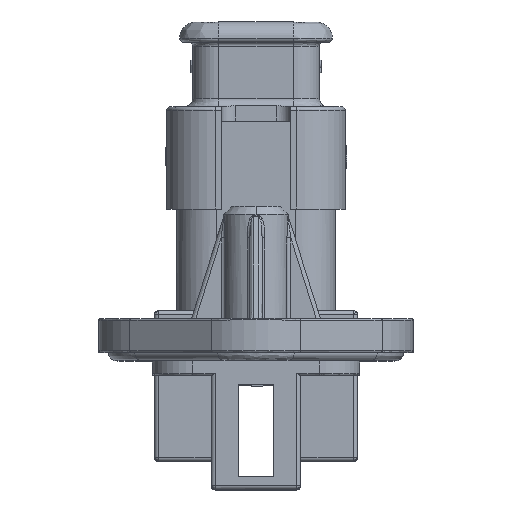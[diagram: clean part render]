
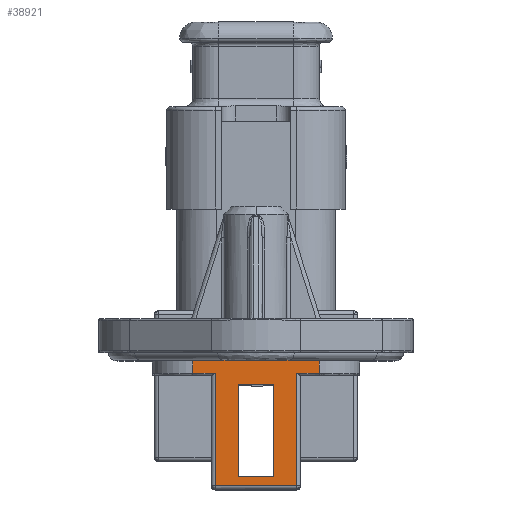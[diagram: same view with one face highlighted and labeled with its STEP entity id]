
A CAD part, top view. The second image highlights one B-rep face of the part: STEP entity #38921.
In plain terms, the highlighted planar face has unit normal (0, 0, 1).
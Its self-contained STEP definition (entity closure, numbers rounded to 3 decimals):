
#665 = VERTEX_POINT ( 'NONE', #68260 ) ;
#1968 = ORIENTED_EDGE ( 'NONE', *, *, #54709, .F. ) ;
#3577 = CARTESIAN_POINT ( 'NONE',  ( -5.05, -3.5, 17. ) ) ;
#4674 = ORIENTED_EDGE ( 'NONE', *, *, #58589, .F. ) ;
#4686 = DIRECTION ( 'NONE',  ( -1., 0., 0. ) ) ;
#4955 = EDGE_CURVE ( 'NONE', #49195, #19354, #47513, .T. ) ;
#5901 = LINE ( 'NONE', #16622, #37727 ) ;
#5935 = DIRECTION ( 'NONE',  ( 0., 0., -1. ) ) ;
#6504 = ORIENTED_EDGE ( 'NONE', *, *, #17841, .F. ) ;
#8207 = VECTOR ( 'NONE', #36192, 1000. ) ;
#8526 = VECTOR ( 'NONE', #82106, 1000. ) ;
#8733 = CARTESIAN_POINT ( 'NONE',  ( -7.85, 10.9, 17. ) ) ;
#9255 = EDGE_CURVE ( 'NONE', #63823, #75904, #48211, .T. ) ;
#10051 = LINE ( 'NONE', #37193, #42928 ) ;
#10233 = DIRECTION ( 'NONE',  ( -1., 0., 0. ) ) ;
#11691 = CARTESIAN_POINT ( 'NONE',  ( 5.05, 10.9, 17. ) ) ;
#12455 = ORIENTED_EDGE ( 'NONE', *, *, #77445, .T. ) ;
#12945 = VERTEX_POINT ( 'NONE', #54575 ) ;
#14154 = EDGE_CURVE ( 'NONE', #21672, #63823, #52425, .T. ) ;
#14699 = CARTESIAN_POINT ( 'NONE',  ( -7.85, 13.5, 17. ) ) ;
#16001 = DIRECTION ( 'NONE',  ( 0., -1., 0. ) ) ;
#16070 = DIRECTION ( 'NONE',  ( -1., 0., 0. ) ) ;
#16369 = EDGE_LOOP ( 'NONE', ( #64376, #12455, #6504, #57197, #69306, #26788, #4674, #64090 ) ) ;
#16622 = CARTESIAN_POINT ( 'NONE',  ( -17.511, 10.9, 17. ) ) ;
#16753 = AXIS2_PLACEMENT_3D ( 'NONE', #37629, #5935, #31251 ) ;
#17841 = EDGE_CURVE ( 'NONE', #45412, #75751, #58770, .T. ) ;
#18376 = LINE ( 'NONE', #82109, #36280 ) ;
#18966 = PLANE ( 'NONE',  #16753 ) ;
#19354 = VERTEX_POINT ( 'NONE', #26577 ) ;
#21396 = CARTESIAN_POINT ( 'NONE',  ( -17.511, -1.9, 17. ) ) ;
#21672 = VERTEX_POINT ( 'NONE', #79068 ) ;
#22999 = DIRECTION ( 'NONE',  ( 0., -1., 0. ) ) ;
#23777 = VERTEX_POINT ( 'NONE', #63990 ) ;
#24861 = VECTOR ( 'NONE', #43327, 1000. ) ;
#25457 = VECTOR ( 'NONE', #45748, 1000. ) ;
#25664 = ORIENTED_EDGE ( 'NONE', *, *, #48542, .F. ) ;
#26577 = CARTESIAN_POINT ( 'NONE',  ( -5.05, 10.9, 17. ) ) ;
#26788 = ORIENTED_EDGE ( 'NONE', *, *, #33077, .F. ) ;
#27861 = VERTEX_POINT ( 'NONE', #11691 ) ;
#29043 = LINE ( 'NONE', #45865, #71840 ) ;
#31251 = DIRECTION ( 'NONE',  ( -1., 0., 0. ) ) ;
#31940 = CARTESIAN_POINT ( 'NONE',  ( 2.2, 9.5, 17. ) ) ;
#33077 = EDGE_CURVE ( 'NONE', #23777, #49195, #51022, .T. ) ;
#33552 = LINE ( 'NONE', #47823, #58465 ) ;
#34354 = VECTOR ( 'NONE', #16070, 1000. ) ;
#34803 = ORIENTED_EDGE ( 'NONE', *, *, #14154, .F. ) ;
#36192 = DIRECTION ( 'NONE',  ( -1., 0., 0. ) ) ;
#36198 = DIRECTION ( 'NONE',  ( 0., -1., 0. ) ) ;
#36280 = VECTOR ( 'NONE', #36198, 1000. ) ;
#37193 = CARTESIAN_POINT ( 'NONE',  ( -17.511, 13.5, 17. ) ) ;
#37629 = CARTESIAN_POINT ( 'NONE',  ( -17.511, -3.5, 17. ) ) ;
#37727 = VECTOR ( 'NONE', #10233, 1000. ) ;
#38921 = ADVANCED_FACE ( 'NONE', ( #82310, #58461 ), #18966, .F. ) ;
#41419 = VECTOR ( 'NONE', #46482, 1000. ) ;
#42928 = VECTOR ( 'NONE', #4686, 1000. ) ;
#43327 = DIRECTION ( 'NONE',  ( 0., 1., 0. ) ) ;
#43878 = CARTESIAN_POINT ( 'NONE',  ( -7.85, -3.5, 17. ) ) ;
#44393 = VERTEX_POINT ( 'NONE', #61438 ) ;
#44788 = EDGE_LOOP ( 'NONE', ( #1968, #72512, #34803, #25664 ) ) ;
#45412 = VERTEX_POINT ( 'NONE', #8733 ) ;
#45748 = DIRECTION ( 'NONE',  ( 0., 1., 0. ) ) ;
#45865 = CARTESIAN_POINT ( 'NONE',  ( 7.85, 13.5, 17. ) ) ;
#46482 = DIRECTION ( 'NONE',  ( 1., 0., 0. ) ) ;
#47513 = LINE ( 'NONE', #3577, #74412 ) ;
#47823 = CARTESIAN_POINT ( 'NONE',  ( 5.05, -3.5, 17. ) ) ;
#48211 = LINE ( 'NONE', #54496, #34354 ) ;
#48239 = EDGE_CURVE ( 'NONE', #665, #27861, #65274, .T. ) ;
#48542 = EDGE_CURVE ( 'NONE', #44393, #21672, #49328, .T. ) ;
#49195 = VERTEX_POINT ( 'NONE', #51871 ) ;
#49328 = LINE ( 'NONE', #21396, #41419 ) ;
#51022 = LINE ( 'NONE', #73772, #8207 ) ;
#51871 = CARTESIAN_POINT ( 'NONE',  ( -5.05, -3., 17. ) ) ;
#52425 = LINE ( 'NONE', #57737, #25457 ) ;
#54496 = CARTESIAN_POINT ( 'NONE',  ( -17.511, 9.5, 17. ) ) ;
#54575 = CARTESIAN_POINT ( 'NONE',  ( 7.85, 13.5, 17. ) ) ;
#54709 = EDGE_CURVE ( 'NONE', #75904, #44393, #18376, .T. ) ;
#55339 = DIRECTION ( 'NONE',  ( 0., 1., 0. ) ) ;
#57197 = ORIENTED_EDGE ( 'NONE', *, *, #78833, .F. ) ;
#57737 = CARTESIAN_POINT ( 'NONE',  ( 2.2, -3.5, 17. ) ) ;
#58461 = FACE_OUTER_BOUND ( 'NONE', #16369, .T. ) ;
#58465 = VECTOR ( 'NONE', #22999, 1000. ) ;
#58589 = EDGE_CURVE ( 'NONE', #27861, #23777, #33552, .T. ) ;
#58770 = LINE ( 'NONE', #43878, #24861 ) ;
#61438 = CARTESIAN_POINT ( 'NONE',  ( -2.2, -1.9, 17. ) ) ;
#61805 = EDGE_CURVE ( 'NONE', #12945, #665, #29043, .T. ) ;
#63474 = CARTESIAN_POINT ( 'NONE',  ( -17.511, 10.9, 17. ) ) ;
#63823 = VERTEX_POINT ( 'NONE', #31940 ) ;
#63990 = CARTESIAN_POINT ( 'NONE',  ( 5.05, -3., 17. ) ) ;
#64090 = ORIENTED_EDGE ( 'NONE', *, *, #48239, .F. ) ;
#64376 = ORIENTED_EDGE ( 'NONE', *, *, #61805, .F. ) ;
#65274 = LINE ( 'NONE', #63474, #8526 ) ;
#68260 = CARTESIAN_POINT ( 'NONE',  ( 7.85, 10.9, 17. ) ) ;
#69306 = ORIENTED_EDGE ( 'NONE', *, *, #4955, .F. ) ;
#71840 = VECTOR ( 'NONE', #16001, 1000. ) ;
#72512 = ORIENTED_EDGE ( 'NONE', *, *, #9255, .F. ) ;
#73772 = CARTESIAN_POINT ( 'NONE',  ( -17.511, -3., 17. ) ) ;
#74412 = VECTOR ( 'NONE', #55339, 1000. ) ;
#75751 = VERTEX_POINT ( 'NONE', #14699 ) ;
#75904 = VERTEX_POINT ( 'NONE', #80044 ) ;
#77445 = EDGE_CURVE ( 'NONE', #12945, #75751, #10051, .T. ) ;
#78833 = EDGE_CURVE ( 'NONE', #19354, #45412, #5901, .T. ) ;
#79068 = CARTESIAN_POINT ( 'NONE',  ( 2.2, -1.9, 17. ) ) ;
#80044 = CARTESIAN_POINT ( 'NONE',  ( -2.2, 9.5, 17. ) ) ;
#82106 = DIRECTION ( 'NONE',  ( -1., 0., 0. ) ) ;
#82109 = CARTESIAN_POINT ( 'NONE',  ( -2.2, -3.5, 17. ) ) ;
#82310 = FACE_BOUND ( 'NONE', #44788, .T. ) ;
